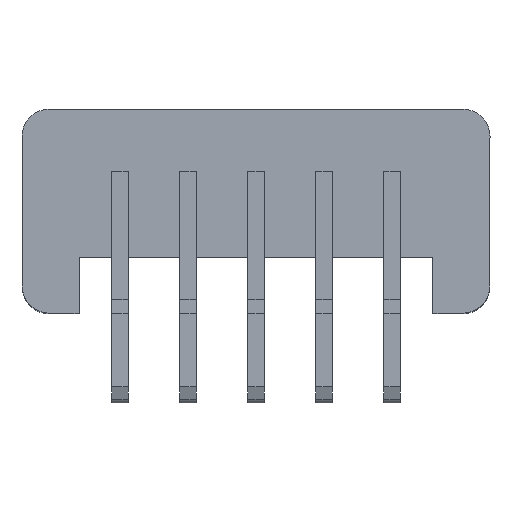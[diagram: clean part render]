
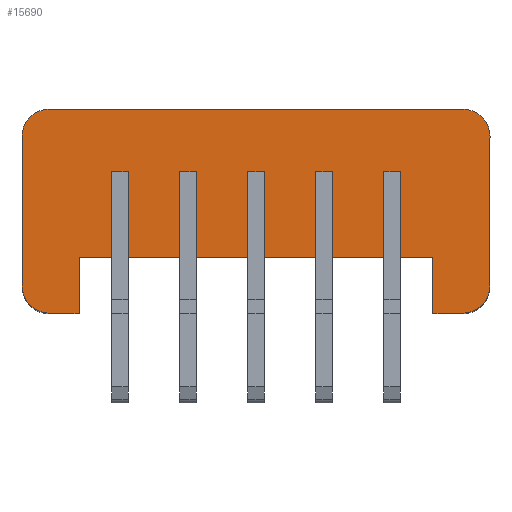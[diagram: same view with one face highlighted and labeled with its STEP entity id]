
A CAD part, top view. The second image highlights one B-rep face of the part: STEP entity #15690.
In plain terms, the highlighted planar face has unit normal (0, 0, 1).
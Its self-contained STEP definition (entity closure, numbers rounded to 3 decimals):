
#120=CARTESIAN_POINT('',(6.278,26.885,14.2));
#130=VERTEX_POINT('',#120);
#160=CARTESIAN_POINT('',(6.278,0.,14.2));
#170=DIRECTION('',(0.,1.,0.));
#180=VECTOR('',#170,1.);
#190=LINE('',#160,#180);
#200=CARTESIAN_POINT('',(6.278,32.385,14.2));
#210=VERTEX_POINT('',#200);
#220=EDGE_CURVE('',#130,#210,#190,.T.);
#500=CARTESIAN_POINT('',(-8.822,27.935,14.2));
#510=VERTEX_POINT('',#500);
#840=CARTESIAN_POINT('',(-8.822,25.885,14.2));
#850=VERTEX_POINT('',#840);
#880=CARTESIAN_POINT('',(-8.822,0.,14.2));
#890=DIRECTION('',(0.,1.,0.));
#900=VECTOR('',#890,1.);
#910=LINE('',#880,#900);
#920=EDGE_CURVE('',#850,#510,#910,.T.);
#7070=CARTESIAN_POINT('',(-10.922,26.885,14.2));
#7080=VERTEX_POINT('',#7070);
#7110=CARTESIAN_POINT('',(-9.922,26.885,14.2));
#7120=DIRECTION('',(0.,0.,1.));
#7130=DIRECTION('',(1.,0.,0.));
#7140=AXIS2_PLACEMENT_3D('',#7110,#7120,#7130);
#7150=CIRCLE('',#7140,1.);
#7160=CARTESIAN_POINT('',(-9.922,25.885,14.2));
#7170=VERTEX_POINT('',#7160);
#7180=EDGE_CURVE('',#7080,#7170,#7150,.T.);
#8230=CARTESIAN_POINT('',(5.278,32.385,14.2));
#8240=DIRECTION('',(0.,0.,1.));
#8250=DIRECTION('',(1.,0.,0.));
#8260=AXIS2_PLACEMENT_3D('',#8230,#8240,#8250);
#8270=CIRCLE('',#8260,1.);
#8280=CARTESIAN_POINT('',(5.278,33.385,14.2));
#8290=VERTEX_POINT('',#8280);
#8300=EDGE_CURVE('',#210,#8290,#8270,.T.);
#9180=CARTESIAN_POINT('',(-7.622,27.935,14.2));
#9190=VERTEX_POINT('',#9180);
#9360=CARTESIAN_POINT('',(-7.022,27.935,14.2));
#9370=VERTEX_POINT('',#9360);
#9400=CARTESIAN_POINT('',(0.,27.935,14.2));
#9410=DIRECTION('',(-1.,0.,0.));
#9420=VECTOR('',#9410,1.);
#9430=LINE('',#9400,#9420);
#9440=CARTESIAN_POINT('',(-5.122,27.935,14.2));
#9450=VERTEX_POINT('',#9440);
#9460=EDGE_CURVE('',#9450,#9370,#9430,.T.);
#9680=CARTESIAN_POINT('',(-4.522,27.935,14.2));
#9690=VERTEX_POINT('',#9680);
#9720=CARTESIAN_POINT('',(-2.622,27.935,14.2));
#9730=VERTEX_POINT('',#9720);
#9740=EDGE_CURVE('',#9730,#9690,#9430,.T.);
#9960=CARTESIAN_POINT('',(-2.022,27.935,14.2));
#9970=VERTEX_POINT('',#9960);
#10000=CARTESIAN_POINT('',(-0.122,27.935,14.2));
#10010=VERTEX_POINT('',#10000);
#10020=EDGE_CURVE('',#10010,#9970,#9430,.T.);
#10240=CARTESIAN_POINT('',(0.478,27.935,14.2));
#10250=VERTEX_POINT('',#10240);
#10280=CARTESIAN_POINT('',(2.378,27.935,14.2));
#10290=VERTEX_POINT('',#10280);
#10300=EDGE_CURVE('',#10290,#10250,#9430,.T.);
#10520=CARTESIAN_POINT('',(2.978,27.935,14.2));
#10530=VERTEX_POINT('',#10520);
#10560=CARTESIAN_POINT('',(4.178,27.935,14.2));
#10570=VERTEX_POINT('',#10560);
#10580=EDGE_CURVE('',#10570,#10530,#9430,.T.);
#10680=EDGE_CURVE('',#9190,#510,#9430,.T.);
#12360=CARTESIAN_POINT('',(0.,33.385,14.2));
#12370=DIRECTION('',(-1.,0.,0.));
#12380=VECTOR('',#12370,1.);
#12390=LINE('',#12360,#12380);
#12400=CARTESIAN_POINT('',(-9.922,33.385,14.2));
#12410=VERTEX_POINT('',#12400);
#12420=EDGE_CURVE('',#8290,#12410,#12390,.T.);
#13610=CARTESIAN_POINT('',(4.178,0.,14.2));
#13620=DIRECTION('',(0.,-1.,0.));
#13630=VECTOR('',#13620,1.);
#13640=LINE('',#13610,#13630);
#13650=CARTESIAN_POINT('',(4.178,25.885,14.2));
#13660=VERTEX_POINT('',#13650);
#13670=EDGE_CURVE('',#10570,#13660,#13640,.T.);
#14040=CARTESIAN_POINT('',(-5.122,28.162,14.2));
#14050=DIRECTION('',(0.,0.,-1.));
#14060=DIRECTION('',(0.,1.,0.));
#14070=AXIS2_PLACEMENT_3D('',#14040,#14050,#14060);
#14080=PLANE('',#14070);
#14090=CARTESIAN_POINT('',(0.,31.085,14.2));
#14100=DIRECTION('',(-1.,0.,0.));
#14110=VECTOR('',#14100,1.);
#14120=LINE('',#14090,#14110);
#14130=CARTESIAN_POINT('',(-2.022,31.085,14.2));
#14140=VERTEX_POINT('',#14130);
#14150=CARTESIAN_POINT('',(-2.622,31.085,14.2));
#14160=VERTEX_POINT('',#14150);
#14170=EDGE_CURVE('',#14140,#14160,#14120,.T.);
#14180=ORIENTED_EDGE('',*,*,#14170,.F.);
#14190=CARTESIAN_POINT('',(-2.622,0.,14.2));
#14200=DIRECTION('',(0.,-1.,0.));
#14210=VECTOR('',#14200,1.);
#14220=LINE('',#14190,#14210);
#14230=EDGE_CURVE('',#14160,#9730,#14220,.T.);
#14240=ORIENTED_EDGE('',*,*,#14230,.F.);
#14250=ORIENTED_EDGE('',*,*,#9740,.F.);
#14260=CARTESIAN_POINT('',(-4.522,0.,14.2));
#14270=DIRECTION('',(0.,-1.,0.));
#14280=VECTOR('',#14270,1.);
#14290=LINE('',#14260,#14280);
#14300=CARTESIAN_POINT('',(-4.522,31.085,14.2));
#14310=VERTEX_POINT('',#14300);
#14320=EDGE_CURVE('',#14310,#9690,#14290,.T.);
#14330=ORIENTED_EDGE('',*,*,#14320,.T.);
#14340=CARTESIAN_POINT('',(0.,31.085,14.2));
#14350=DIRECTION('',(-1.,0.,0.));
#14360=VECTOR('',#14350,1.);
#14370=LINE('',#14340,#14360);
#14380=CARTESIAN_POINT('',(-5.122,31.085,14.2));
#14390=VERTEX_POINT('',#14380);
#14400=EDGE_CURVE('',#14310,#14390,#14370,.T.);
#14410=ORIENTED_EDGE('',*,*,#14400,.F.);
#14420=CARTESIAN_POINT('',(-5.122,0.,14.2));
#14430=DIRECTION('',(0.,-1.,0.));
#14440=VECTOR('',#14430,1.);
#14450=LINE('',#14420,#14440);
#14460=EDGE_CURVE('',#14390,#9450,#14450,.T.);
#14470=ORIENTED_EDGE('',*,*,#14460,.F.);
#14480=ORIENTED_EDGE('',*,*,#9460,.F.);
#14490=CARTESIAN_POINT('',(-7.022,0.,14.2));
#14500=DIRECTION('',(0.,-1.,0.));
#14510=VECTOR('',#14500,1.);
#14520=LINE('',#14490,#14510);
#14530=CARTESIAN_POINT('',(-7.022,31.085,14.2));
#14540=VERTEX_POINT('',#14530);
#14550=EDGE_CURVE('',#14540,#9370,#14520,.T.);
#14560=ORIENTED_EDGE('',*,*,#14550,.T.);
#14570=CARTESIAN_POINT('',(0.,31.085,14.2));
#14580=DIRECTION('',(-1.,0.,0.));
#14590=VECTOR('',#14580,1.);
#14600=LINE('',#14570,#14590);
#14610=CARTESIAN_POINT('',(-7.622,31.085,14.2));
#14620=VERTEX_POINT('',#14610);
#14630=EDGE_CURVE('',#14540,#14620,#14600,.T.);
#14640=ORIENTED_EDGE('',*,*,#14630,.F.);
#14650=CARTESIAN_POINT('',(-7.622,0.,14.2));
#14660=DIRECTION('',(0.,-1.,0.));
#14670=VECTOR('',#14660,1.);
#14680=LINE('',#14650,#14670);
#14690=EDGE_CURVE('',#14620,#9190,#14680,.T.);
#14700=ORIENTED_EDGE('',*,*,#14690,.F.);
#14710=ORIENTED_EDGE('',*,*,#10680,.F.);
#14720=ORIENTED_EDGE('',*,*,#920,.T.);
#14730=CARTESIAN_POINT('',(0.,25.885,14.2));
#14740=DIRECTION('',(1.,0.,0.));
#14750=VECTOR('',#14740,1.);
#14760=LINE('',#14730,#14750);
#14770=EDGE_CURVE('',#7170,#850,#14760,.T.);
#14780=ORIENTED_EDGE('',*,*,#14770,.T.);
#14790=ORIENTED_EDGE('',*,*,#7180,.T.);
#14800=CARTESIAN_POINT('',(-10.922,0.,14.2));
#14810=DIRECTION('',(0.,-1.,0.));
#14820=VECTOR('',#14810,1.);
#14830=LINE('',#14800,#14820);
#14840=CARTESIAN_POINT('',(-10.922,32.385,14.2));
#14850=VERTEX_POINT('',#14840);
#14860=EDGE_CURVE('',#14850,#7080,#14830,.T.);
#14870=ORIENTED_EDGE('',*,*,#14860,.T.);
#14880=CARTESIAN_POINT('',(-9.922,32.385,14.2));
#14890=DIRECTION('',(0.,0.,1.));
#14900=DIRECTION('',(1.,0.,0.));
#14910=AXIS2_PLACEMENT_3D('',#14880,#14890,#14900);
#14920=CIRCLE('',#14910,1.);
#14930=EDGE_CURVE('',#12410,#14850,#14920,.T.);
#14940=ORIENTED_EDGE('',*,*,#14930,.T.);
#14950=ORIENTED_EDGE('',*,*,#12420,.T.);
#14960=ORIENTED_EDGE('',*,*,#8300,.T.);
#14970=ORIENTED_EDGE('',*,*,#220,.T.);
#14980=CARTESIAN_POINT('',(5.278,26.885,14.2));
#14990=DIRECTION('',(0.,0.,1.));
#15000=DIRECTION('',(1.,0.,0.));
#15010=AXIS2_PLACEMENT_3D('',#14980,#14990,#15000);
#15020=CIRCLE('',#15010,1.);
#15030=CARTESIAN_POINT('',(5.278,25.885,14.2));
#15040=VERTEX_POINT('',#15030);
#15050=EDGE_CURVE('',#15040,#130,#15020,.T.);
#15060=ORIENTED_EDGE('',*,*,#15050,.T.);
#15070=CARTESIAN_POINT('',(0.,25.885,14.2));
#15080=DIRECTION('',(1.,0.,0.));
#15090=VECTOR('',#15080,1.);
#15100=LINE('',#15070,#15090);
#15110=EDGE_CURVE('',#13660,#15040,#15100,.T.);
#15120=ORIENTED_EDGE('',*,*,#15110,.T.);
#15130=ORIENTED_EDGE('',*,*,#13670,.T.);
#15140=ORIENTED_EDGE('',*,*,#10580,.F.);
#15150=CARTESIAN_POINT('',(2.978,0.,14.2));
#15160=DIRECTION('',(0.,-1.,0.));
#15170=VECTOR('',#15160,1.);
#15180=LINE('',#15150,#15170);
#15190=CARTESIAN_POINT('',(2.978,31.085,14.2));
#15200=VERTEX_POINT('',#15190);
#15210=EDGE_CURVE('',#15200,#10530,#15180,.T.);
#15220=ORIENTED_EDGE('',*,*,#15210,.T.);
#15230=CARTESIAN_POINT('',(0.,31.085,14.2));
#15240=DIRECTION('',(-1.,0.,0.));
#15250=VECTOR('',#15240,1.);
#15260=LINE('',#15230,#15250);
#15270=CARTESIAN_POINT('',(2.378,31.085,14.2));
#15280=VERTEX_POINT('',#15270);
#15290=EDGE_CURVE('',#15200,#15280,#15260,.T.);
#15300=ORIENTED_EDGE('',*,*,#15290,.F.);
#15310=CARTESIAN_POINT('',(2.378,0.,14.2));
#15320=DIRECTION('',(0.,-1.,0.));
#15330=VECTOR('',#15320,1.);
#15340=LINE('',#15310,#15330);
#15350=EDGE_CURVE('',#15280,#10290,#15340,.T.);
#15360=ORIENTED_EDGE('',*,*,#15350,.F.);
#15370=ORIENTED_EDGE('',*,*,#10300,.F.);
#15380=CARTESIAN_POINT('',(0.478,0.,14.2));
#15390=DIRECTION('',(0.,-1.,0.));
#15400=VECTOR('',#15390,1.);
#15410=LINE('',#15380,#15400);
#15420=CARTESIAN_POINT('',(0.478,31.085,14.2));
#15430=VERTEX_POINT('',#15420);
#15440=EDGE_CURVE('',#15430,#10250,#15410,.T.);
#15450=ORIENTED_EDGE('',*,*,#15440,.T.);
#15460=CARTESIAN_POINT('',(0.,31.085,14.2));
#15470=DIRECTION('',(-1.,0.,0.));
#15480=VECTOR('',#15470,1.);
#15490=LINE('',#15460,#15480);
#15500=CARTESIAN_POINT('',(-0.122,31.085,14.2));
#15510=VERTEX_POINT('',#15500);
#15520=EDGE_CURVE('',#15430,#15510,#15490,.T.);
#15530=ORIENTED_EDGE('',*,*,#15520,.F.);
#15540=CARTESIAN_POINT('',(-0.122,0.,14.2));
#15550=DIRECTION('',(0.,-1.,0.));
#15560=VECTOR('',#15550,1.);
#15570=LINE('',#15540,#15560);
#15580=EDGE_CURVE('',#15510,#10010,#15570,.T.);
#15590=ORIENTED_EDGE('',*,*,#15580,.F.);
#15600=ORIENTED_EDGE('',*,*,#10020,.F.);
#15610=CARTESIAN_POINT('',(-2.022,0.,14.2));
#15620=DIRECTION('',(0.,-1.,0.));
#15630=VECTOR('',#15620,1.);
#15640=LINE('',#15610,#15630);
#15650=EDGE_CURVE('',#14140,#9970,#15640,.T.);
#15660=ORIENTED_EDGE('',*,*,#15650,.T.);
#15670=EDGE_LOOP('',(#15660,#15600,#15590,#15530,#15450,#15370,#15360,
#15300,#15220,#15140,#15130,#15120,#15060,#14970,#14960,#14950,#14940,
#14870,#14790,#14780,#14720,#14710,#14700,#14640,#14560,#14480,#14470,
#14410,#14330,#14250,#14240,#14180));
#15680=FACE_OUTER_BOUND('',#15670,.T.);
#15690=ADVANCED_FACE('',(#15680),#14080,.F.);
